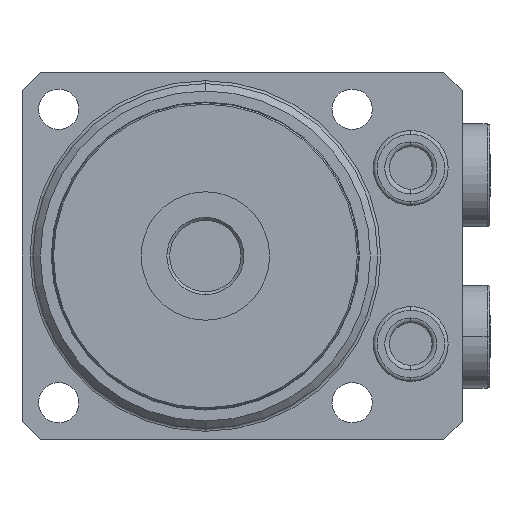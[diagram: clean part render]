
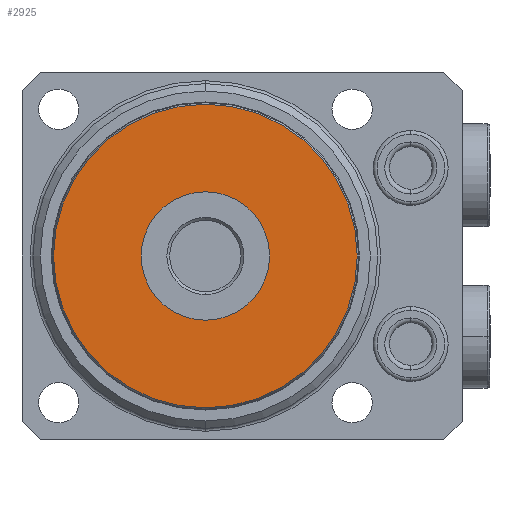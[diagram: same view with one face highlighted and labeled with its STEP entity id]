
A CAD part, front view. The second image highlights one B-rep face of the part: STEP entity #2925.
In plain terms, the highlighted planar face has unit normal (0, -1, 0).
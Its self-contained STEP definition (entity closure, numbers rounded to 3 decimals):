
#431 = DIRECTION ( 'NONE',  ( 0., 0., -1. ) ) ;
#433 = DIRECTION ( 'NONE',  ( 0., -1., 0. ) ) ;
#458 = PLANE ( 'NONE',  #4662 ) ;
#466 = CARTESIAN_POINT ( 'NONE',  ( 0., -93.5, 0. ) ) ;
#942 = CARTESIAN_POINT ( 'NONE',  ( 0., -93.5, 20.7 ) ) ;
#1516 = AXIS2_PLACEMENT_3D ( 'NONE', #6313, #6311, #6305 ) ;
#1531 = AXIS2_PLACEMENT_3D ( 'NONE', #6909, #6907, #6903 ) ;
#1601 = CIRCLE ( 'NONE', #1778, 8.75 ) ;
#1644 = CIRCLE ( 'NONE', #1776, 20.7 ) ;
#1776 = AXIS2_PLACEMENT_3D ( 'NONE', #7200, #7199, #7196 ) ;
#1778 = AXIS2_PLACEMENT_3D ( 'NONE', #7207, #7206, #7204 ) ;
#2332 = VERTEX_POINT ( 'NONE', #942 ) ;
#2602 = FACE_OUTER_BOUND ( 'NONE', #10308, .T. ) ;
#2606 = FACE_BOUND ( 'NONE', #10306, .T. ) ;
#2925 = ADVANCED_FACE ( 'NONE', ( #2606, #2602 ), #458, .T. ) ;
#3275 = CIRCLE ( 'NONE', #1516, 20.7 ) ;
#3350 = CIRCLE ( 'NONE', #1531, 8.75 ) ;
#3977 = VERTEX_POINT ( 'NONE', #7535 ) ;
#4092 = ORIENTED_EDGE ( 'NONE', *, *, #4637, .F. ) ;
#4155 = ORIENTED_EDGE ( 'NONE', *, *, #5203, .F. ) ;
#4160 = ORIENTED_EDGE ( 'NONE', *, *, #4640, .F. ) ;
#4368 = VERTEX_POINT ( 'NONE', #7409 ) ;
#4434 = ORIENTED_EDGE ( 'NONE', *, *, #5162, .F. ) ;
#4589 = VERTEX_POINT ( 'NONE', #7260 ) ;
#4637 = EDGE_CURVE ( 'NONE', #4368, #4589, #1601, .T. ) ;
#4640 = EDGE_CURVE ( 'NONE', #3977, #2332, #1644, .T. ) ;
#4662 = AXIS2_PLACEMENT_3D ( 'NONE', #466, #433, #431 ) ;
#5162 = EDGE_CURVE ( 'NONE', #4589, #4368, #3350, .T. ) ;
#5203 = EDGE_CURVE ( 'NONE', #2332, #3977, #3275, .T. ) ;
#6305 = DIRECTION ( 'NONE',  ( 0., 0., 1. ) ) ;
#6311 = DIRECTION ( 'NONE',  ( 0., 1., 0. ) ) ;
#6313 = CARTESIAN_POINT ( 'NONE',  ( 0., -93.5, 0. ) ) ;
#6903 = DIRECTION ( 'NONE',  ( 0., 0., -1. ) ) ;
#6907 = DIRECTION ( 'NONE',  ( 0., -1., 0. ) ) ;
#6909 = CARTESIAN_POINT ( 'NONE',  ( 0., -93.5, 0. ) ) ;
#7196 = DIRECTION ( 'NONE',  ( 0., 0., 1. ) ) ;
#7199 = DIRECTION ( 'NONE',  ( 0., 1., 0. ) ) ;
#7200 = CARTESIAN_POINT ( 'NONE',  ( 0., -93.5, 0. ) ) ;
#7204 = DIRECTION ( 'NONE',  ( 0., 0., -1. ) ) ;
#7206 = DIRECTION ( 'NONE',  ( 0., -1., 0. ) ) ;
#7207 = CARTESIAN_POINT ( 'NONE',  ( 0., -93.5, 0. ) ) ;
#7260 = CARTESIAN_POINT ( 'NONE',  ( 0., -93.5, 8.75 ) ) ;
#7409 = CARTESIAN_POINT ( 'NONE',  ( 0., -93.5, -8.75 ) ) ;
#7535 = CARTESIAN_POINT ( 'NONE',  ( 0., -93.5, -20.7 ) ) ;
#10306 = EDGE_LOOP ( 'NONE', ( #4092, #4434 ) ) ;
#10308 = EDGE_LOOP ( 'NONE', ( #4155, #4160 ) ) ;
